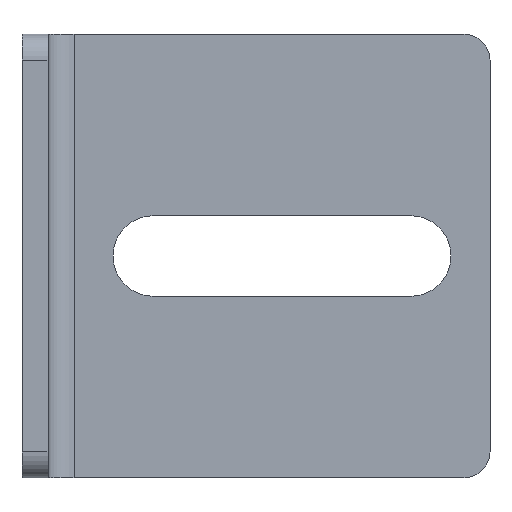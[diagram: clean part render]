
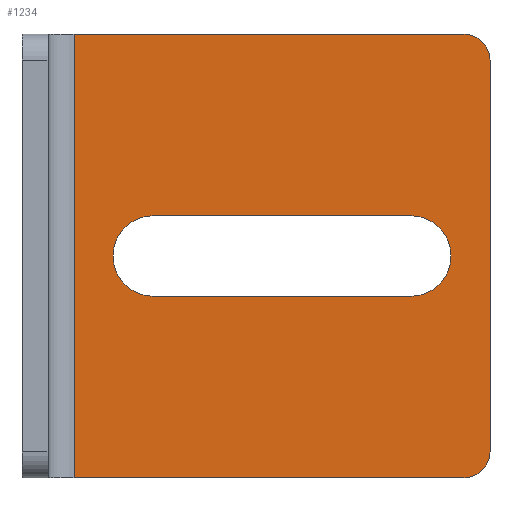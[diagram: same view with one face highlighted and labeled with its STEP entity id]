
A CAD part, left-side view. The second image highlights one B-rep face of the part: STEP entity #1234.
In plain terms, the highlighted planar face has unit normal (-1, 0, 0).
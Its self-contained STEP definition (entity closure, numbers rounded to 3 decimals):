
#80 = DIRECTION ( 'NONE',  ( 0., -1., 0. ) ) ;
#92 = DIRECTION ( 'NONE',  ( -1., 0., 0. ) ) ;
#96 = DIRECTION ( 'NONE',  ( 0., -1., 0. ) ) ;
#102 = DIRECTION ( 'NONE',  ( -1., 0., 0. ) ) ;
#118 = CARTESIAN_POINT ( 'NONE',  ( -2., -36., 2. ) ) ;
#124 = EDGE_CURVE ( 'NONE', #127, #1249, #238, .T. ) ;
#127 = VERTEX_POINT ( 'NONE', #1311 ) ;
#167 = ORIENTED_EDGE ( 'NONE', *, *, #124, .T. ) ;
#169 = EDGE_CURVE ( 'NONE', #722, #331, #992, .T. ) ;
#188 = CARTESIAN_POINT ( 'NONE',  ( -2., -4., 0. ) ) ;
#193 = ORIENTED_EDGE ( 'NONE', *, *, #1386, .F. ) ;
#199 = VECTOR ( 'NONE', #460, 1000. ) ;
#203 = PLANE ( 'NONE',  #1424 ) ;
#206 = ORIENTED_EDGE ( 'NONE', *, *, #169, .T. ) ;
#237 = CARTESIAN_POINT ( 'NONE',  ( -2., -4., 34.15 ) ) ;
#238 = CIRCLE ( 'NONE', #1300, 2. ) ;
#261 = CIRCLE ( 'NONE', #1276, 3.1 ) ;
#288 = LINE ( 'NONE', #631, #996 ) ;
#289 = VECTOR ( 'NONE', #1275, 1000. ) ;
#302 = ORIENTED_EDGE ( 'NONE', *, *, #435, .F. ) ;
#331 = VERTEX_POINT ( 'NONE', #461 ) ;
#372 = ORIENTED_EDGE ( 'NONE', *, *, #1141, .F. ) ;
#385 = LINE ( 'NONE', #509, #408 ) ;
#408 = VECTOR ( 'NONE', #957, 1000. ) ;
#415 = DIRECTION ( 'NONE',  ( 0., 1., 0. ) ) ;
#420 = CARTESIAN_POINT ( 'NONE',  ( -2., -29.9, 17.075 ) ) ;
#428 = VERTEX_POINT ( 'NONE', #950 ) ;
#433 = DIRECTION ( 'NONE',  ( -1., 0., 0. ) ) ;
#435 = EDGE_CURVE ( 'NONE', #676, #1201, #261, .T. ) ;
#442 = CARTESIAN_POINT ( 'NONE',  ( -2., -33., 17.075 ) ) ;
#460 = DIRECTION ( 'NONE',  ( 0., 1., 0. ) ) ;
#461 = CARTESIAN_POINT ( 'NONE',  ( -2., -34., 34.15 ) ) ;
#491 = DIRECTION ( 'NONE',  ( -1., 0., 0. ) ) ;
#494 = ORIENTED_EDGE ( 'NONE', *, *, #646, .F. ) ;
#509 = CARTESIAN_POINT ( 'NONE',  ( -2., -29.9, 13.975 ) ) ;
#512 = EDGE_LOOP ( 'NONE', ( #1093, #167, #1355, #206, #193, #819 ) ) ;
#516 = CARTESIAN_POINT ( 'NONE',  ( -2., -10.1, 20.175 ) ) ;
#525 = DIRECTION ( 'NONE',  ( 0., -1., 0. ) ) ;
#534 = ORIENTED_EDGE ( 'NONE', *, *, #1297, .F. ) ;
#569 = CIRCLE ( 'NONE', #1163, 3.1 ) ;
#589 = VERTEX_POINT ( 'NONE', #442 ) ;
#620 = CARTESIAN_POINT ( 'NONE',  ( -2., -10.1, 13.975 ) ) ;
#631 = CARTESIAN_POINT ( 'NONE',  ( -2., -29.9, 20.175 ) ) ;
#646 = EDGE_CURVE ( 'NONE', #589, #789, #1019, .T. ) ;
#649 = FACE_OUTER_BOUND ( 'NONE', #512, .T. ) ;
#656 = DIRECTION ( 'NONE',  ( 0., -1., 0. ) ) ;
#676 = VERTEX_POINT ( 'NONE', #516 ) ;
#697 = DIRECTION ( 'NONE',  ( 0., -1., 0. ) ) ;
#698 = EDGE_CURVE ( 'NONE', #1059, #428, #843, .T. ) ;
#720 = EDGE_CURVE ( 'NONE', #722, #1249, #908, .T. ) ;
#722 = VERTEX_POINT ( 'NONE', #1032 ) ;
#746 = CARTESIAN_POINT ( 'NONE',  ( -2., -34., 2. ) ) ;
#763 = CARTESIAN_POINT ( 'NONE',  ( -2., 0., 105.06 ) ) ;
#768 = CARTESIAN_POINT ( 'NONE',  ( -2., -29.9, 13.975 ) ) ;
#773 = DIRECTION ( 'NONE',  ( -1., 0., 0. ) ) ;
#789 = VERTEX_POINT ( 'NONE', #915 ) ;
#819 = ORIENTED_EDGE ( 'NONE', *, *, #698, .T. ) ;
#843 = LINE ( 'NONE', #188, #1160 ) ;
#867 = DIRECTION ( 'NONE',  ( 0., -1., 0. ) ) ;
#874 = FACE_BOUND ( 'NONE', #1240, .T. ) ;
#902 = CARTESIAN_POINT ( 'NONE',  ( -2., 0., 34.15 ) ) ;
#908 = LINE ( 'NONE', #1378, #946 ) ;
#915 = CARTESIAN_POINT ( 'NONE',  ( -2., -29.9, 20.175 ) ) ;
#946 = VECTOR ( 'NONE', #1038, 1000. ) ;
#950 = CARTESIAN_POINT ( 'NONE',  ( -2., -4., 0. ) ) ;
#957 = DIRECTION ( 'NONE',  ( 0., -1., 0. ) ) ;
#992 = CIRCLE ( 'NONE', #1344, 2. ) ;
#996 = VECTOR ( 'NONE', #415, 1000. ) ;
#1011 = DIRECTION ( 'NONE',  ( -1., 0., 0. ) ) ;
#1019 = CIRCLE ( 'NONE', #1372, 3.1 ) ;
#1032 = CARTESIAN_POINT ( 'NONE',  ( -2., -36., 32.15 ) ) ;
#1038 = DIRECTION ( 'NONE',  ( 0., 0., -1. ) ) ;
#1059 = VERTEX_POINT ( 'NONE', #237 ) ;
#1093 = ORIENTED_EDGE ( 'NONE', *, *, #1362, .F. ) ;
#1097 = EDGE_CURVE ( 'NONE', #789, #676, #288, .T. ) ;
#1132 = CARTESIAN_POINT ( 'NONE',  ( -2., 0., 0. ) ) ;
#1141 = EDGE_CURVE ( 'NONE', #1201, #1264, #385, .T. ) ;
#1160 = VECTOR ( 'NONE', #1299, 1000. ) ;
#1163 = AXIS2_PLACEMENT_3D ( 'NONE', #420, #1011, #656 ) ;
#1201 = VERTEX_POINT ( 'NONE', #620 ) ;
#1218 = CARTESIAN_POINT ( 'NONE',  ( -2., -34., 32.15 ) ) ;
#1234 = ADVANCED_FACE ( 'NONE', ( #874, #649 ), #203, .T. ) ;
#1240 = EDGE_LOOP ( 'NONE', ( #534, #372, #302, #1285, #494 ) ) ;
#1249 = VERTEX_POINT ( 'NONE', #118 ) ;
#1261 = LINE ( 'NONE', #902, #289 ) ;
#1264 = VERTEX_POINT ( 'NONE', #768 ) ;
#1275 = DIRECTION ( 'NONE',  ( 0., -1., 0. ) ) ;
#1276 = AXIS2_PLACEMENT_3D ( 'NONE', #1381, #491, #697 ) ;
#1285 = ORIENTED_EDGE ( 'NONE', *, *, #1097, .F. ) ;
#1297 = EDGE_CURVE ( 'NONE', #1264, #589, #569, .T. ) ;
#1299 = DIRECTION ( 'NONE',  ( 0., 0., -1. ) ) ;
#1300 = AXIS2_PLACEMENT_3D ( 'NONE', #746, #102, #867 ) ;
#1311 = CARTESIAN_POINT ( 'NONE',  ( -2., -34., 0. ) ) ;
#1339 = CARTESIAN_POINT ( 'NONE',  ( -2., -29.9, 17.075 ) ) ;
#1344 = AXIS2_PLACEMENT_3D ( 'NONE', #1218, #433, #80 ) ;
#1355 = ORIENTED_EDGE ( 'NONE', *, *, #720, .F. ) ;
#1362 = EDGE_CURVE ( 'NONE', #127, #428, #1373, .T. ) ;
#1372 = AXIS2_PLACEMENT_3D ( 'NONE', #1339, #773, #525 ) ;
#1373 = LINE ( 'NONE', #1132, #199 ) ;
#1378 = CARTESIAN_POINT ( 'NONE',  ( -2., -36., 105.06 ) ) ;
#1381 = CARTESIAN_POINT ( 'NONE',  ( -2., -10.1, 17.075 ) ) ;
#1386 = EDGE_CURVE ( 'NONE', #1059, #331, #1261, .T. ) ;
#1424 = AXIS2_PLACEMENT_3D ( 'NONE', #763, #92, #96 ) ;
